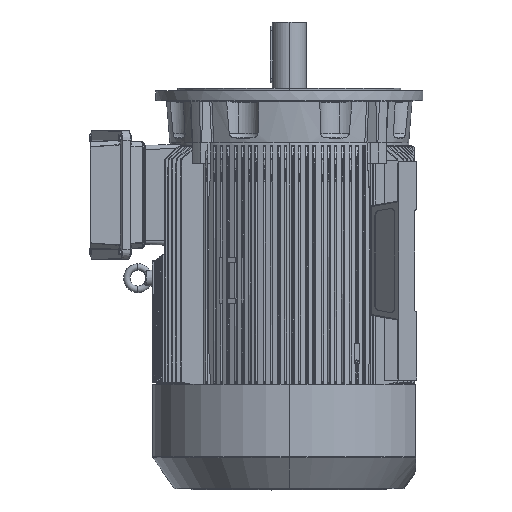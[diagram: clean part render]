
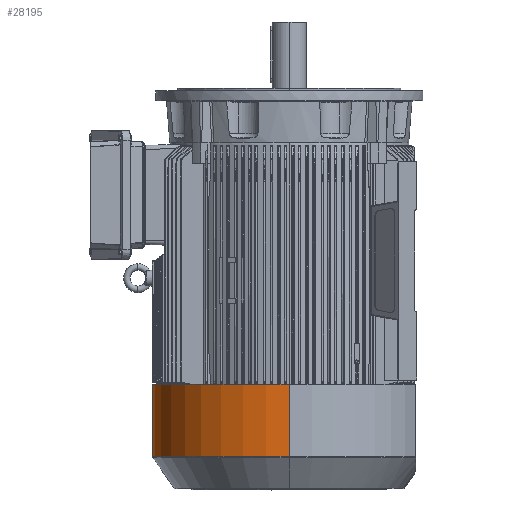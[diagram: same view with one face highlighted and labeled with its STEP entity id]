
A CAD part, left-side view. The second image highlights one B-rep face of the part: STEP entity #28195.
In plain terms, the highlighted cylindrical face has radius 337.5 mm (diameter 675 mm), a partial arc.
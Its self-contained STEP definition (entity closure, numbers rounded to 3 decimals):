
#4087 = CARTESIAN_POINT ( 'NONE',  ( 337.5, 0., -596.5 ) ) ;
#5260 = AXIS2_PLACEMENT_3D ( 'NONE', #106884, #15100, #79129 ) ;
#11037 = CARTESIAN_POINT ( 'NONE',  ( 0., 0., -775.022 ) ) ;
#11358 = DIRECTION ( 'NONE',  ( -1., 0., 0. ) ) ;
#12452 = VECTOR ( 'NONE', #42343, 1000. ) ;
#15100 = DIRECTION ( 'NONE',  ( 0., 0., 1. ) ) ;
#17422 = EDGE_CURVE ( 'NONE', #121206, #47899, #62072, .T. ) ;
#27108 = ORIENTED_EDGE ( 'NONE', *, *, #82970, .F. ) ;
#28195 = ADVANCED_FACE ( 'NONE', ( #104244 ), #96012, .T. ) ;
#36929 = AXIS2_PLACEMENT_3D ( 'NONE', #49973, #142302, #11358 ) ;
#42343 = DIRECTION ( 'NONE',  ( 0., 0., -1. ) ) ;
#47899 = VERTEX_POINT ( 'NONE', #157132 ) ;
#49973 = CARTESIAN_POINT ( 'NONE',  ( 0., 0., -596.5 ) ) ;
#55202 = CARTESIAN_POINT ( 'NONE',  ( -337.5, 0., -596.5 ) ) ;
#62072 = LINE ( 'NONE', #160587, #12452 ) ;
#62474 = CIRCLE ( 'NONE', #95932, 337.5 ) ;
#68078 = DIRECTION ( 'NONE',  ( 0., 0., -1. ) ) ;
#74745 = VECTOR ( 'NONE', #68078, 1000. ) ;
#79129 = DIRECTION ( 'NONE',  ( -1., 0., 0. ) ) ;
#82970 = EDGE_CURVE ( 'NONE', #121206, #88770, #99536, .T. ) ;
#83118 = CARTESIAN_POINT ( 'NONE',  ( 0., 0., -775.022 ) ) ;
#83850 = ORIENTED_EDGE ( 'NONE', *, *, #159452, .F. ) ;
#87385 = VERTEX_POINT ( 'NONE', #117127 ) ;
#88770 = VERTEX_POINT ( 'NONE', #55202 ) ;
#95932 = AXIS2_PLACEMENT_3D ( 'NONE', #83118, #149461, #148896 ) ;
#96012 = CYLINDRICAL_SURFACE ( 'NONE', #36929, 337.5 ) ;
#98945 = AXIS2_PLACEMENT_3D ( 'NONE', #11037, #103919, #117179 ) ;
#99536 = CIRCLE ( 'NONE', #5260, 337.5 ) ;
#103919 = DIRECTION ( 'NONE',  ( 0., 0., -1. ) ) ;
#104244 = FACE_OUTER_BOUND ( 'NONE', #141337, .T. ) ;
#106884 = CARTESIAN_POINT ( 'NONE',  ( 0., 0., -596.5 ) ) ;
#109048 = ORIENTED_EDGE ( 'NONE', *, *, #17422, .T. ) ;
#112567 = CIRCLE ( 'NONE', #98945, 337.5 ) ;
#117127 = CARTESIAN_POINT ( 'NONE',  ( -337.5, 0., -775.022 ) ) ;
#117179 = DIRECTION ( 'NONE',  ( -1., 0., 0. ) ) ;
#121206 = VERTEX_POINT ( 'NONE', #4087 ) ;
#125986 = ORIENTED_EDGE ( 'NONE', *, *, #155653, .F. ) ;
#138593 = ORIENTED_EDGE ( 'NONE', *, *, #158229, .F. ) ;
#141337 = EDGE_LOOP ( 'NONE', ( #27108, #109048, #138593, #125986, #83850 ) ) ;
#142302 = DIRECTION ( 'NONE',  ( 0., 0., -1. ) ) ;
#144093 = CARTESIAN_POINT ( 'NONE',  ( 0., 337.5, -775.022 ) ) ;
#146574 = CARTESIAN_POINT ( 'NONE',  ( -337.5, 0., -596.5 ) ) ;
#148896 = DIRECTION ( 'NONE',  ( -1., 0., 0. ) ) ;
#149461 = DIRECTION ( 'NONE',  ( 0., 0., -1. ) ) ;
#155653 = EDGE_CURVE ( 'NONE', #87385, #164974, #112567, .T. ) ;
#157132 = CARTESIAN_POINT ( 'NONE',  ( 337.5, 0., -775.022 ) ) ;
#158229 = EDGE_CURVE ( 'NONE', #164974, #47899, #62474, .T. ) ;
#159452 = EDGE_CURVE ( 'NONE', #88770, #87385, #165456, .T. ) ;
#160587 = CARTESIAN_POINT ( 'NONE',  ( 337.5, 0., -596.5 ) ) ;
#164974 = VERTEX_POINT ( 'NONE', #144093 ) ;
#165456 = LINE ( 'NONE', #146574, #74745 ) ;
